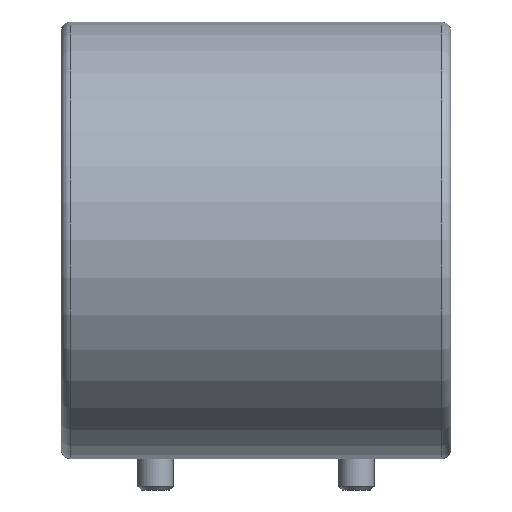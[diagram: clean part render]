
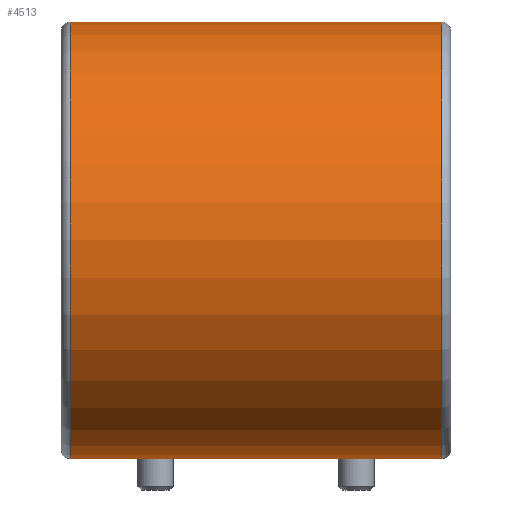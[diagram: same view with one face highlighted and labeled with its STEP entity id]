
A CAD part, front view. The second image highlights one B-rep face of the part: STEP entity #4513.
In plain terms, the highlighted cylindrical face has radius 49 mm (diameter 98 mm), a partial arc.
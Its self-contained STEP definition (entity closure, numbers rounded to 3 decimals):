
#1385 = LINE ( 'NONE', #14116, #15065 ) ;
#3341 = DIRECTION ( 'NONE',  ( -1., 0., 0. ) ) ;
#4513 = ADVANCED_FACE ( 'NONE', ( #5864 ), #11448, .T. ) ;
#4675 = CARTESIAN_POINT ( 'NONE',  ( -41.7, 0., -49. ) ) ;
#4742 = EDGE_CURVE ( 'NONE', #32415, #33616, #22551, .T. ) ;
#5106 = EDGE_CURVE ( 'NONE', #6614, #33616, #9278, .T. ) ;
#5864 = FACE_OUTER_BOUND ( 'NONE', #33756, .T. ) ;
#6049 = AXIS2_PLACEMENT_3D ( 'NONE', #21962, #13592, #7986 ) ;
#6614 = VERTEX_POINT ( 'NONE', #30738 ) ;
#6742 = CARTESIAN_POINT ( 'NONE',  ( -39.045, 0., 0. ) ) ;
#7986 = DIRECTION ( 'NONE',  ( 0., 0., 1. ) ) ;
#9278 = LINE ( 'NONE', #26956, #13098 ) ;
#11448 = CYLINDRICAL_SURFACE ( 'NONE', #25071, 49. ) ;
#13098 = VECTOR ( 'NONE', #26837, 1000. ) ;
#13592 = DIRECTION ( 'NONE',  ( -1., 0., 0. ) ) ;
#14116 = CARTESIAN_POINT ( 'NONE',  ( -39.045, 0., -49. ) ) ;
#14614 = CARTESIAN_POINT ( 'NONE',  ( -41.7, 0., 49. ) ) ;
#14951 = DIRECTION ( 'NONE',  ( -1., 0., 0. ) ) ;
#15065 = VECTOR ( 'NONE', #3341, 1000. ) ;
#18281 = EDGE_CURVE ( 'NONE', #23749, #32415, #1385, .T. ) ;
#18841 = ORIENTED_EDGE ( 'NONE', *, *, #26756, .T. ) ;
#19745 = CIRCLE ( 'NONE', #33778, 49. ) ;
#20936 = ORIENTED_EDGE ( 'NONE', *, *, #18281, .F. ) ;
#21962 = CARTESIAN_POINT ( 'NONE',  ( -41.7, 0., 0. ) ) ;
#22229 = ORIENTED_EDGE ( 'NONE', *, *, #4742, .F. ) ;
#22551 = CIRCLE ( 'NONE', #6049, 49. ) ;
#23749 = VERTEX_POINT ( 'NONE', #34454 ) ;
#24756 = ORIENTED_EDGE ( 'NONE', *, *, #5106, .T. ) ;
#25071 = AXIS2_PLACEMENT_3D ( 'NONE', #6742, #31155, #25881 ) ;
#25881 = DIRECTION ( 'NONE',  ( 0., 0., 1. ) ) ;
#26756 = EDGE_CURVE ( 'NONE', #23749, #6614, #19745, .T. ) ;
#26837 = DIRECTION ( 'NONE',  ( -1., 0., 0. ) ) ;
#26956 = CARTESIAN_POINT ( 'NONE',  ( -39.045, 0., 49. ) ) ;
#30738 = CARTESIAN_POINT ( 'NONE',  ( 41.7, 0., 49. ) ) ;
#31155 = DIRECTION ( 'NONE',  ( -1., 0., 0. ) ) ;
#32415 = VERTEX_POINT ( 'NONE', #4675 ) ;
#33616 = VERTEX_POINT ( 'NONE', #14614 ) ;
#33756 = EDGE_LOOP ( 'NONE', ( #20936, #18841, #24756, #22229 ) ) ;
#33778 = AXIS2_PLACEMENT_3D ( 'NONE', #34304, #14951, #34190 ) ;
#34190 = DIRECTION ( 'NONE',  ( 0., 0., 1. ) ) ;
#34304 = CARTESIAN_POINT ( 'NONE',  ( 41.7, 0., 0. ) ) ;
#34454 = CARTESIAN_POINT ( 'NONE',  ( 41.7, 0., -49. ) ) ;
